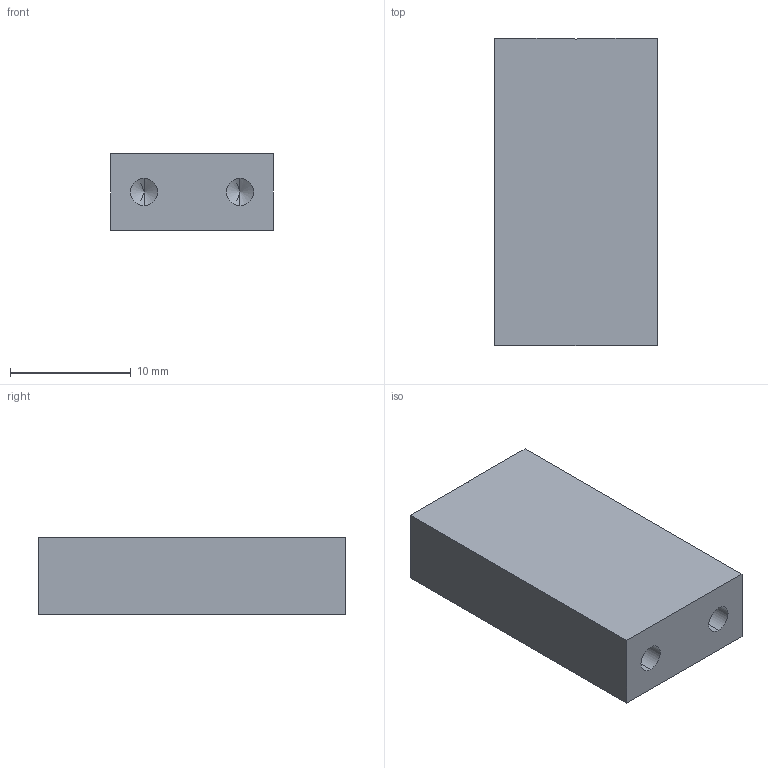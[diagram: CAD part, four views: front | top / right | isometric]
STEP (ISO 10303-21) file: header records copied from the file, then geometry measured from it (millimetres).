
FILE_DESCRIPTION (( 'STEP AP203' ), '1' );
FILE_NAME ('D1000628-v2_aLIGO_SUS_HSTS_ WIRE START POST, INTERMEDIATE WIRE JIG.STEP', '2010-10-26T19:10:12', ( ' ' ), ( ' ' ), 'SwSTEP 2.0', 'SolidWorks 2010', '' );
FILE_SCHEMA (( 'CONFIG_CONTROL_DESIGN' ));
Length unit declared in the file: inch
Products named in the file (1): D1000628-v2_aLIGO_SUS_HSTS_ WIRE START POST, INTERMEDIATE WIRE JIG
Bounding box: 13.46 x 25.4 x 6.35 mm (x, y, z)
Volume: 2004.4 mm3; surface area: 1469.2 mm2
Topology: 1 solids, 1 shells, 26 faces, 64 edges, 36 vertices
Faces by surface type: cylinder 9, plane 9, cone 8
Entity records: 785 total; most frequent: DIRECTION 128, CARTESIAN_POINT 119, ORIENTED_EDGE 112, EDGE_CURVE 56, AXIS2_PLACEMENT_3D 45, LINE 38, VECTOR 38, VERTEX_POINT 36
